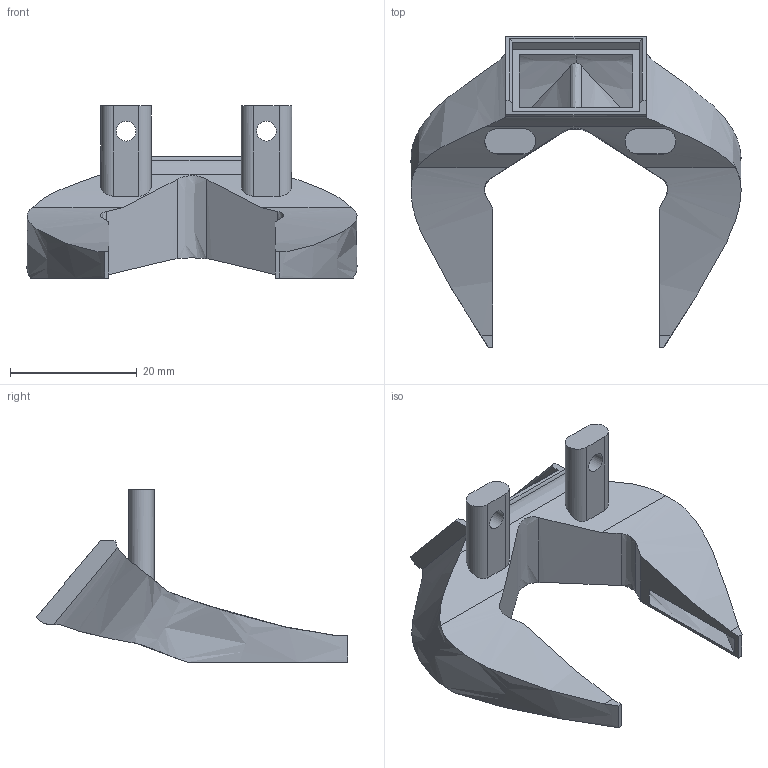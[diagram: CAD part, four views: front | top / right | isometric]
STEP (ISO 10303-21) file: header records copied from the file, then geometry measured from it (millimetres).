
FILE_DESCRIPTION(/* description */ (''),/* implementation_level */ '2;1');
FILE_NAME(/* name */ 'duct.step',/* time_stamp */ '2022-01-29T15:38:25+03:00',/* author */ (''),/* organization */ (''),/* preprocessor_version */ 'ST-DEVELOPER v18.1',/* originating_system */ 'Autodesk Translation Framework v10.13.0.1454',/* authorisation */ '');
FILE_SCHEMA (('AUTOMOTIVE_DESIGN { 1 0 10303 214 3 1 1 }'));
Length unit declared in the file: millimetre
Products named in the file (3): NF Sunrise Cobra; Обдув V2; Воздуховод
Assembly tree (2 placements, depth 3):
  NF Sunrise Cobra
    Обдув V2
      Воздуховод
Bounding box: 52.15 x 49.24 x 27.2 mm (x, y, z)
Volume: 5616.5 mm3; surface area: 7177.9 mm2
Topology: 1 solids, 1 shells, 62 faces, 177 edges, 118 vertices
Faces by surface type: bspline 28, plane 27, cylinder 7
Full cylindrical faces by diameter (mm): 3.1 x2
Entity records: 3984 total; most frequent: CARTESIAN_POINT 2526, ORIENTED_EDGE 354, DIRECTION 178, EDGE_CURVE 177, VERTEX_POINT 118, B_SPLINE_CURVE_WITH_KNOTS 87, LINE 80, VECTOR 80
